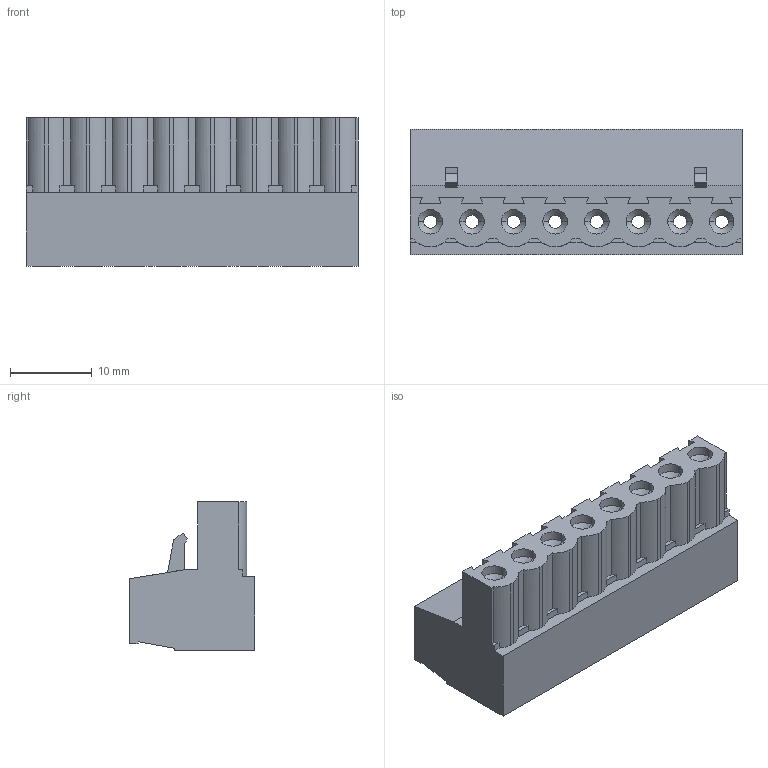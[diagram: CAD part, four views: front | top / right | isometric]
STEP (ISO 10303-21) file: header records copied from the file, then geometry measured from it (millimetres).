
FILE_DESCRIPTION (( 'STEP AP203' ), '1' );
FILE_NAME ('SOKETLI BASKILI DEVRE KLEMENSI - 5,08 MM DISI - 8LI.STEP', '2018-09-13T13:22:18', ( 'user' ), ( '' ), 'SwSTEP 2.0', 'SolidWorks 2016', '' );
FILE_SCHEMA (( 'CONFIG_CONTROL_DESIGN' ));
Length unit declared in the file: millimetre
Products named in the file (1): SOKETLI BASKILI DEVRE KLEMENSI  - 5,08 MM DISI - 8LI
Bounding box: 40.53 x 15.33 x 18.15 mm (x, y, z)
Volume: 6549.4 mm3; surface area: 4669.4 mm2
Topology: 1 solids, 1 shells, 299 faces, 781 edges, 510 vertices
Faces by surface type: plane 215, cylinder 68, cone 16
Entity records: 9232 total; most frequent: CARTESIAN_POINT 1591, DIRECTION 1565, ORIENTED_EDGE 1562, EDGE_CURVE 781, LINE 597, VECTOR 597, VERTEX_POINT 510, AXIS2_PLACEMENT_3D 484
